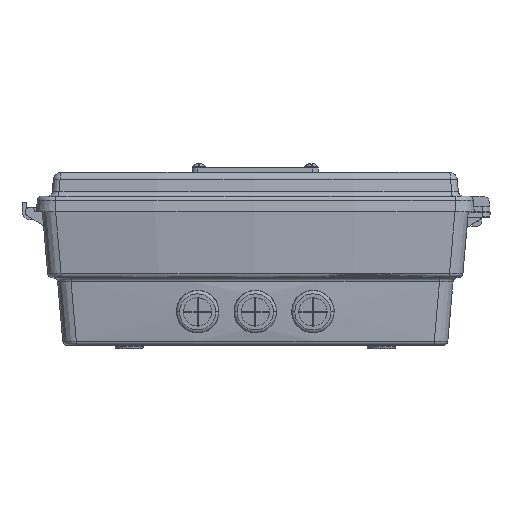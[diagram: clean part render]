
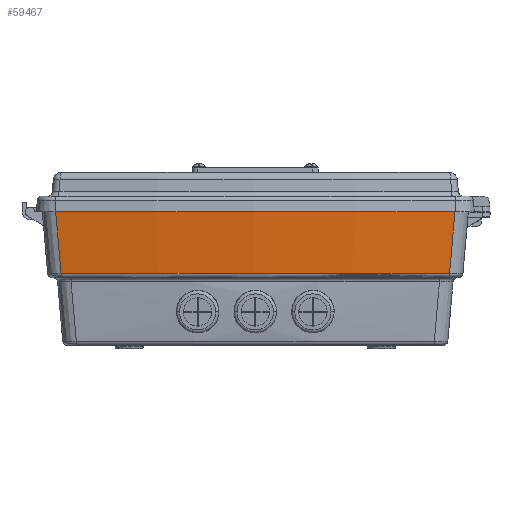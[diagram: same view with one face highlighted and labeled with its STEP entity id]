
A CAD part, front view. The second image highlights one B-rep face of the part: STEP entity #59467.
In plain terms, the highlighted conical face has half-angle 5 degrees and reference radius 846.565 mm.
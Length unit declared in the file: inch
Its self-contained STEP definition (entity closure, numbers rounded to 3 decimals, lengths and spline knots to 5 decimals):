
#249 = VERTEX_POINT ( 'NONE', #29147 ) ;
#2063 = CARTESIAN_POINT ( 'NONE',  ( -4.93909, -6.69773, -2.7629 ) ) ;
#3669 = DIRECTION ( 'NONE',  ( 0., 0., -1. ) ) ;
#3718 = CARTESIAN_POINT ( 'NONE',  ( 0., 26.35827, -1.69291 ) ) ;
#4767 = CARTESIAN_POINT ( 'NONE',  ( -4.85406, -6.62523, -1.80073 ) ) ;
#6363 = CARTESIAN_POINT ( 'NONE',  ( 4.95131, -6.70813, -2.90114 ) ) ;
#8317 = AXIS2_PLACEMENT_3D ( 'NONE', #3718, #68111, #9835 ) ;
#8944 = CARTESIAN_POINT ( 'NONE',  ( -4.87393, -6.64219, -2.0255 ) ) ;
#9835 = DIRECTION ( 'NONE',  ( -1., 0., 0. ) ) ;
#13073 = ORIENTED_EDGE ( 'NONE', *, *, #69140, .F. ) ;
#13932 = CARTESIAN_POINT ( 'NONE',  ( -4.91366, -6.67605, -2.47506 ) ) ;
#18247 = CARTESIAN_POINT ( 'NONE',  ( 4.90601, -6.66954, -2.38852 ) ) ;
#18565 = CARTESIAN_POINT ( 'NONE',  ( 4.98997, -6.74102, -3.33858 ) ) ;
#19760 = CARTESIAN_POINT ( 'NONE',  ( 4.85406, -6.62523, -1.80073 ) ) ;
#21197 = CARTESIAN_POINT ( 'NONE',  ( -4.85406, -6.62523, -1.80073 ) ) ;
#24651 = B_SPLINE_CURVE_WITH_KNOTS ( 'NONE', 3,
 ( #21197, #8944, #32325, #13932, #2063, #43430, #66814 ),
 .UNSPECIFIED., .F., .F.,
 ( 4, 3, 4 ),
 ( 0.00276, 0.02, 0.04208 ),
 .UNSPECIFIED. ) ;
#25572 = AXIS2_PLACEMENT_3D ( 'NONE', #44646, #3669, #72302 ) ;
#28866 = VERTEX_POINT ( 'NONE', #18565 ) ;
#29147 = CARTESIAN_POINT ( 'NONE',  ( -4.98997, -6.74102, -3.33858 ) ) ;
#32325 = CARTESIAN_POINT ( 'NONE',  ( -4.89379, -6.65913, -2.25028 ) ) ;
#32764 = CONICAL_SURFACE ( 'NONE', #8317, 33.32933, 0.087 ) ;
#35485 = CARTESIAN_POINT ( 'NONE',  ( 4.98997, -6.74102, -3.33858 ) ) ;
#36313 = CIRCLE ( 'NONE', #73069, 33.47331 ) ;
#41594 = CARTESIAN_POINT ( 'NONE',  ( 4.88003, -6.6474, -2.09462 ) ) ;
#43430 = CARTESIAN_POINT ( 'NONE',  ( -4.96453, -6.71938, -3.05074 ) ) ;
#44646 = CARTESIAN_POINT ( 'NONE',  ( 0., 26.35827, -1.80073 ) ) ;
#47038 = DIRECTION ( 'NONE',  ( 0., 0., -1. ) ) ;
#47897 = CARTESIAN_POINT ( 'NONE',  ( 4.85406, -6.62523, -1.80073 ) ) ;
#48176 = CARTESIAN_POINT ( 'NONE',  ( 0., 26.35827, -3.33858 ) ) ;
#48545 = DIRECTION ( 'NONE',  ( -1., 0., 0. ) ) ;
#49746 = ORIENTED_EDGE ( 'NONE', *, *, #50609, .T. ) ;
#49850 = EDGE_LOOP ( 'NONE', ( #13073, #49746, #58677, #74326 ) ) ;
#50609 = EDGE_CURVE ( 'NONE', #28866, #74976, #51383, .T. ) ;
#51383 = B_SPLINE_CURVE_WITH_KNOTS ( 'NONE', 3,
 ( #35485, #58850, #6363, #70767, #18247, #41594, #19760 ),
 .UNSPECIFIED., .F., .F.,
 ( 4, 3, 4 ),
 ( 0.00322, 0.02, 0.04255 ),
 .UNSPECIFIED. ) ;
#51526 = EDGE_CURVE ( 'NONE', #74976, #75050, #57331, .T. ) ;
#51942 = EDGE_CURVE ( 'NONE', #75050, #249, #24651, .T. ) ;
#57331 = CIRCLE ( 'NONE', #25572, 33.33877 ) ;
#58677 = ORIENTED_EDGE ( 'NONE', *, *, #51526, .T. ) ;
#58850 = CARTESIAN_POINT ( 'NONE',  ( 4.97064, -6.72458, -3.11986 ) ) ;
#59467 = ADVANCED_FACE ( 'NONE', ( #63092 ), #32764, .T. ) ;
#63092 = FACE_OUTER_BOUND ( 'NONE', #49850, .T. ) ;
#66814 = CARTESIAN_POINT ( 'NONE',  ( -4.98997, -6.74102, -3.33858 ) ) ;
#68111 = DIRECTION ( 'NONE',  ( 0., 0., -1. ) ) ;
#69140 = EDGE_CURVE ( 'NONE', #28866, #249, #36313, .T. ) ;
#70767 = CARTESIAN_POINT ( 'NONE',  ( 4.93198, -6.69167, -2.68241 ) ) ;
#72302 = DIRECTION ( 'NONE',  ( 1., 0., 0. ) ) ;
#73069 = AXIS2_PLACEMENT_3D ( 'NONE', #48176, #47038, #48545 ) ;
#74326 = ORIENTED_EDGE ( 'NONE', *, *, #51942, .T. ) ;
#74976 = VERTEX_POINT ( 'NONE', #47897 ) ;
#75050 = VERTEX_POINT ( 'NONE', #4767 ) ;
